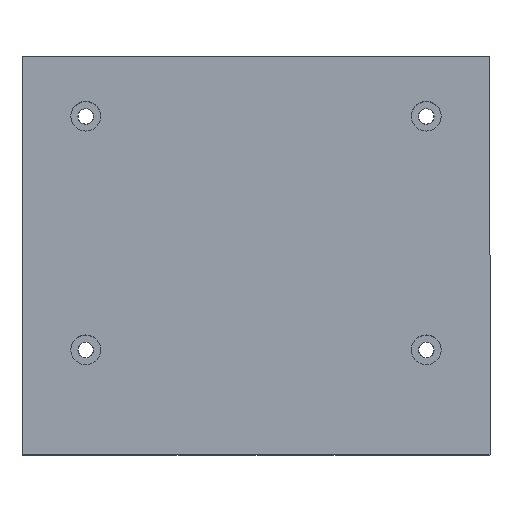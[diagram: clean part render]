
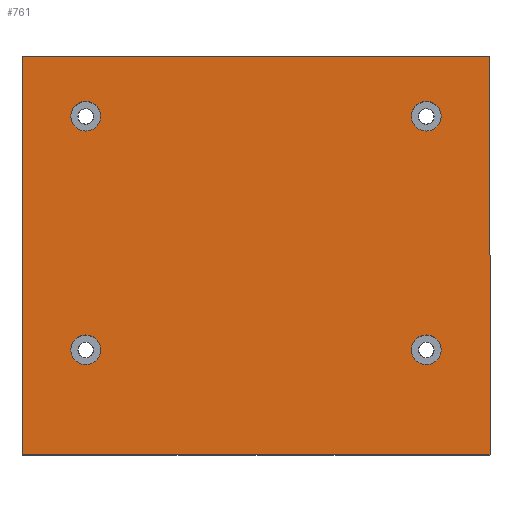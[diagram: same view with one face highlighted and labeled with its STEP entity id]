
A CAD part, top view. The second image highlights one B-rep face of the part: STEP entity #761.
In plain terms, the highlighted planar face has unit normal (0, 0, 1).
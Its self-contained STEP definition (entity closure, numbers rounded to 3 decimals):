
#28=CIRCLE('',#780,1.75);
#30=CIRCLE('',#783,1.75);
#32=CIRCLE('',#786,1.75);
#34=CIRCLE('',#789,1.75);
#242=ORIENTED_EDGE('',*,*,#271,.F.);
#243=ORIENTED_EDGE('',*,*,#275,.F.);
#244=ORIENTED_EDGE('',*,*,#345,.T.);
#245=ORIENTED_EDGE('',*,*,#267,.T.);
#246=ORIENTED_EDGE('',*,*,#344,.F.);
#247=ORIENTED_EDGE('',*,*,#335,.F.);
#248=ORIENTED_EDGE('',*,*,#273,.F.);
#249=ORIENTED_EDGE('',*,*,#269,.F.);
#267=EDGE_CURVE('',#363,#362,#429,.T.);
#269=EDGE_CURVE('',#364,#364,#28,.F.);
#271=EDGE_CURVE('',#366,#366,#30,.F.);
#273=EDGE_CURVE('',#368,#368,#32,.F.);
#275=EDGE_CURVE('',#370,#370,#34,.F.);
#335=EDGE_CURVE('',#410,#411,#481,.T.);
#344=EDGE_CURVE('',#411,#362,#486,.T.);
#345=EDGE_CURVE('',#410,#363,#487,.T.);
#362=VERTEX_POINT('',#1088);
#363=VERTEX_POINT('',#1090);
#364=VERTEX_POINT('',#1094);
#366=VERTEX_POINT('',#1099);
#368=VERTEX_POINT('',#1104);
#370=VERTEX_POINT('',#1109);
#410=VERTEX_POINT('',#1231);
#411=VERTEX_POINT('',#1232);
#429=LINE('',#1089,#501);
#481=LINE('',#1230,#553);
#486=LINE('',#1257,#558);
#487=LINE('',#1259,#559);
#501=VECTOR('',#859,1000.);
#553=VECTOR('',#995,1000.);
#558=VECTOR('',#1032,1000.);
#559=VECTOR('',#1035,1000.);
#619=EDGE_LOOP('',(#242));
#620=EDGE_LOOP('',(#243));
#621=EDGE_LOOP('',(#244,#245,#246,#247));
#622=EDGE_LOOP('',(#248));
#623=EDGE_LOOP('',(#249));
#683=FACE_BOUND('',#619,.T.);
#684=FACE_BOUND('',#620,.T.);
#685=FACE_BOUND('',#621,.T.);
#686=FACE_BOUND('',#622,.T.);
#687=FACE_BOUND('',#623,.T.);
#719=PLANE('',#838);
#761=ADVANCED_FACE('',(#683,#684,#685,#686,#687),#719,.F.);
#780=AXIS2_PLACEMENT_3D('',#1093,#863,#864);
#783=AXIS2_PLACEMENT_3D('',#1098,#869,#870);
#786=AXIS2_PLACEMENT_3D('',#1103,#875,#876);
#789=AXIS2_PLACEMENT_3D('',#1108,#881,#882);
#838=AXIS2_PLACEMENT_3D('',#1260,#1036,#1037);
#859=DIRECTION('',(-1.,0.,0.));
#863=DIRECTION('',(0.,0.,-1.));
#864=DIRECTION('',(-1.,0.,0.));
#869=DIRECTION('',(0.,0.,-1.));
#870=DIRECTION('',(-1.,0.,0.));
#875=DIRECTION('',(0.,0.,-1.));
#876=DIRECTION('',(-1.,0.,0.));
#881=DIRECTION('',(0.,0.,-1.));
#882=DIRECTION('',(-1.,0.,0.));
#995=DIRECTION('',(-1.,0.,0.));
#1032=DIRECTION('',(0.,1.,0.));
#1035=DIRECTION('',(0.,1.,0.));
#1036=DIRECTION('',(0.,0.,-1.));
#1037=DIRECTION('',(-1.,0.,0.));
#1088=CARTESIAN_POINT('',(-27.551,22.188,25.));
#1089=CARTESIAN_POINT('',(-27.125,22.188,25.));
#1090=CARTESIAN_POINT('',(27.551,22.188,25.));
#1093=CARTESIAN_POINT('',(20.05,15.188,25.));
#1094=CARTESIAN_POINT('',(18.3,15.188,25.));
#1098=CARTESIAN_POINT('',(20.05,-12.312,25.));
#1099=CARTESIAN_POINT('',(18.3,-12.312,25.));
#1103=CARTESIAN_POINT('',(-20.05,-12.312,25.));
#1104=CARTESIAN_POINT('',(-21.8,-12.312,25.));
#1108=CARTESIAN_POINT('',(-20.05,15.188,25.));
#1109=CARTESIAN_POINT('',(-21.8,15.188,25.));
#1230=CARTESIAN_POINT('',(22.,-24.688,25.));
#1231=CARTESIAN_POINT('',(27.551,-24.688,25.));
#1232=CARTESIAN_POINT('',(-27.551,-24.688,25.));
#1257=CARTESIAN_POINT('',(-27.551,-97.563,25.));
#1259=CARTESIAN_POINT('',(27.551,-97.563,25.));
#1260=CARTESIAN_POINT('',(13.775,-97.563,25.));
